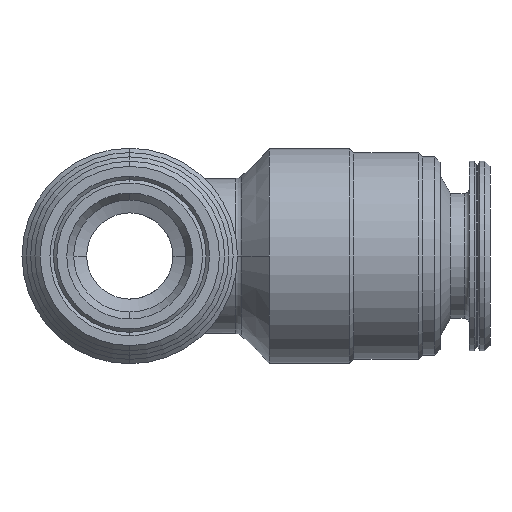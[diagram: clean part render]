
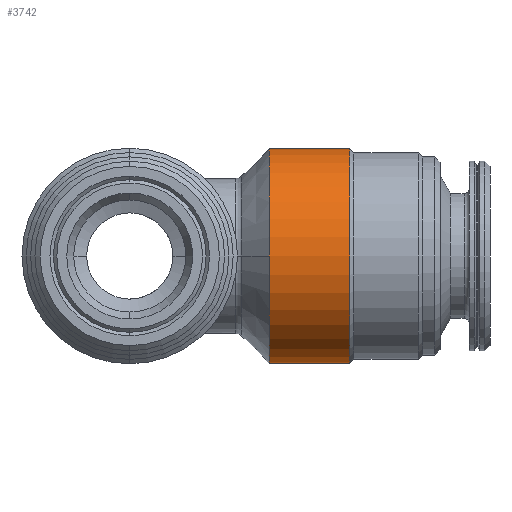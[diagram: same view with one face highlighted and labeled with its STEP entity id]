
A CAD part, left-side view. The second image highlights one B-rep face of the part: STEP entity #3742.
In plain terms, the highlighted cylindrical face has radius 6.25 mm (diameter 12.5 mm), a partial arc.
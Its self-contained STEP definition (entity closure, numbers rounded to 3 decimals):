
#501 = CYLINDRICAL_SURFACE ( 'NONE', #516, 6.25 ) ;
#504 = DIRECTION ( 'NONE',  ( 0., 0., 1. ) ) ;
#505 = DIRECTION ( 'NONE',  ( 0., 1., 0. ) ) ;
#506 = CARTESIAN_POINT ( 'NONE',  ( 0., 5.767, 0. ) ) ;
#516 = AXIS2_PLACEMENT_3D ( 'NONE', #506, #505, #504 ) ;
#520 = FACE_OUTER_BOUND ( 'NONE', #3740, .T. ) ;
#541 = CARTESIAN_POINT ( 'NONE',  ( 0., -12.75, 0. ) ) ;
#546 = DIRECTION ( 'NONE',  ( 0., 0., 1. ) ) ;
#547 = DIRECTION ( 'NONE',  ( 0., 1., 0. ) ) ;
#548 = AXIS2_PLACEMENT_3D ( 'NONE', #541, #547, #546 ) ;
#549 = CIRCLE ( 'NONE', #548, 6.25 ) ;
#1675 = CARTESIAN_POINT ( 'NONE',  ( 0., -12.75, -6.25 ) ) ;
#1760 = VECTOR ( 'NONE', #1767, 1000. ) ;
#1767 = DIRECTION ( 'NONE',  ( 0., 1., 0. ) ) ;
#1768 = CARTESIAN_POINT ( 'NONE',  ( 0., 5.767, -6.25 ) ) ;
#1769 = LINE ( 'NONE', #1768, #1760 ) ;
#1779 = CARTESIAN_POINT ( 'NONE',  ( 0., -12.75, 6.25 ) ) ;
#1804 = CARTESIAN_POINT ( 'NONE',  ( 0., -8.104, 6.25 ) ) ;
#1832 = VECTOR ( 'NONE', #1855, 1000. ) ;
#1835 = CARTESIAN_POINT ( 'NONE',  ( 0., -8.104, -6.25 ) ) ;
#1855 = DIRECTION ( 'NONE',  ( 0., 1., 0. ) ) ;
#1856 = CARTESIAN_POINT ( 'NONE',  ( 0., 5.767, 6.25 ) ) ;
#1857 = LINE ( 'NONE', #1856, #1832 ) ;
#2166 = CARTESIAN_POINT ( 'NONE',  ( -6.25, -8.104, 0. ) ) ;
#2224 = CIRCLE ( 'NONE', #2238, 6.25 ) ;
#2229 = DIRECTION ( 'NONE',  ( 0., -1., 0. ) ) ;
#2230 = CARTESIAN_POINT ( 'NONE',  ( 0., -8.104, 0. ) ) ;
#2235 = DIRECTION ( 'NONE',  ( 1., 0., 0. ) ) ;
#2238 = AXIS2_PLACEMENT_3D ( 'NONE', #2230, #2229, #2235 ) ;
#2516 = CIRCLE ( 'NONE', #2522, 6.25 ) ;
#2522 = AXIS2_PLACEMENT_3D ( 'NONE', #2543, #2531, #2532 ) ;
#2531 = DIRECTION ( 'NONE',  ( 0., -1., 0. ) ) ;
#2532 = DIRECTION ( 'NONE',  ( 1., 0., 0. ) ) ;
#2543 = CARTESIAN_POINT ( 'NONE',  ( 0., -8.104, 0. ) ) ;
#3135 = VERTEX_POINT ( 'NONE', #1675 ) ;
#3144 = VERTEX_POINT ( 'NONE', #1804 ) ;
#3159 = VERTEX_POINT ( 'NONE', #1779 ) ;
#3179 = EDGE_CURVE ( 'NONE', #3135, #3186, #1769, .T. ) ;
#3186 = VERTEX_POINT ( 'NONE', #1835 ) ;
#3193 = EDGE_CURVE ( 'NONE', #3159, #3144, #1857, .T. ) ;
#3337 = VERTEX_POINT ( 'NONE', #2166 ) ;
#3379 = EDGE_CURVE ( 'NONE', #3144, #3337, #2224, .T. ) ;
#3652 = ORIENTED_EDGE ( 'NONE', *, *, #3757, .T. ) ;
#3740 = EDGE_LOOP ( 'NONE', ( #3741, #3652, #3758, #3780, #3779 ) ) ;
#3741 = ORIENTED_EDGE ( 'NONE', *, *, #3179, .F. ) ;
#3742 = ADVANCED_FACE ( 'NONE', ( #520 ), #501, .T. ) ;
#3757 = EDGE_CURVE ( 'NONE', #3135, #3159, #549, .T. ) ;
#3758 = ORIENTED_EDGE ( 'NONE', *, *, #3193, .T. ) ;
#3779 = ORIENTED_EDGE ( 'NONE', *, *, #4217, .T. ) ;
#3780 = ORIENTED_EDGE ( 'NONE', *, *, #3379, .T. ) ;
#4217 = EDGE_CURVE ( 'NONE', #3337, #3186, #2516, .T. ) ;
